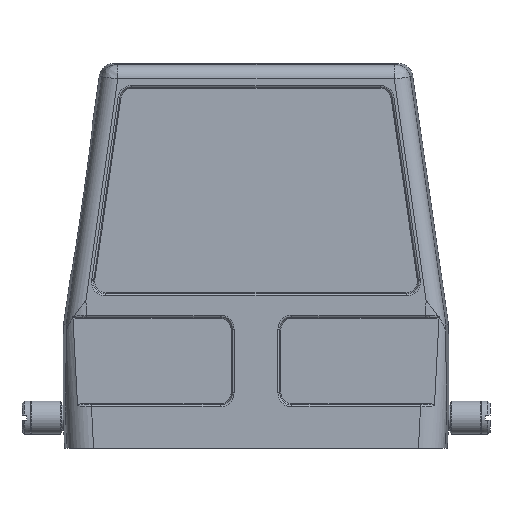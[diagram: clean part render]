
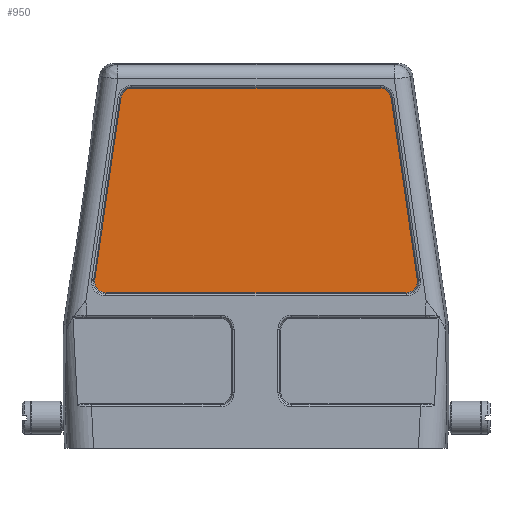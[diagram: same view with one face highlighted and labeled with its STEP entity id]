
A CAD part, front view. The second image highlights one B-rep face of the part: STEP entity #950.
In plain terms, the highlighted planar face has unit normal (0, -1, 0).
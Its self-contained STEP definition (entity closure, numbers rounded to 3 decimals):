
#950=ADVANCED_FACE('',(#1523),#1317,.F.);
#1317=PLANE('',#7842);
#1523=FACE_OUTER_BOUND('',#1970,.T.);
#1970=EDGE_LOOP('',(#4338,#4339,#4340,#4341,#4342,#4343,#4344,#4345));
#2679=LINE('',#12796,#3167);
#2683=LINE('',#12805,#3171);
#2687=LINE('',#12814,#3175);
#2691=LINE('',#12823,#3179);
#3167=VECTOR('',#9587,1.);
#3171=VECTOR('',#9593,1.);
#3175=VECTOR('',#9599,1.);
#3179=VECTOR('',#9605,1.);
#4338=ORIENTED_EDGE('',*,*,#6788,.T.);
#4339=ORIENTED_EDGE('',*,*,#6797,.T.);
#4340=ORIENTED_EDGE('',*,*,#6792,.F.);
#4341=ORIENTED_EDGE('',*,*,#6798,.T.);
#4342=ORIENTED_EDGE('',*,*,#6796,.T.);
#4343=ORIENTED_EDGE('',*,*,#6799,.T.);
#4344=ORIENTED_EDGE('',*,*,#6784,.T.);
#4345=ORIENTED_EDGE('',*,*,#6800,.T.);
#5935=VERTEX_POINT('',#12790);
#5938=VERTEX_POINT('',#12795);
#5939=VERTEX_POINT('',#12799);
#5942=VERTEX_POINT('',#12804);
#5943=VERTEX_POINT('',#12808);
#5946=VERTEX_POINT('',#12813);
#5947=VERTEX_POINT('',#12817);
#5950=VERTEX_POINT('',#12822);
#6784=EDGE_CURVE('',#5935,#5938,#2679,.T.);
#6788=EDGE_CURVE('',#5939,#5942,#2683,.T.);
#6792=EDGE_CURVE('',#5946,#5943,#2687,.T.);
#6796=EDGE_CURVE('',#5947,#5950,#2691,.T.);
#6797=EDGE_CURVE('',#5942,#5943,#7339,.T.);
#6798=EDGE_CURVE('',#5946,#5947,#7340,.T.);
#6799=EDGE_CURVE('',#5950,#5935,#7341,.T.);
#6800=EDGE_CURVE('',#5938,#5939,#7342,.T.);
#7339=ELLIPSE('',#7838,3.547,3.1);
#7340=ELLIPSE('',#7839,3.547,3.1);
#7341=ELLIPSE('',#7840,3.441,3.1);
#7342=ELLIPSE('',#7841,3.441,3.1);
#7838=AXIS2_PLACEMENT_3D('',#12825,#9608,#9609);
#7839=AXIS2_PLACEMENT_3D('',#12826,#9610,#9611);
#7840=AXIS2_PLACEMENT_3D('',#12827,#9612,#9613);
#7841=AXIS2_PLACEMENT_3D('',#12828,#9614,#9615);
#7842=AXIS2_PLACEMENT_3D('',#12829,#9616,#9617);
#9587=DIRECTION('',(-1.,0.,0.));
#9593=DIRECTION('',(-0.142,0.,-0.99));
#9599=DIRECTION('',(-1.,0.,0.));
#9605=DIRECTION('',(-0.142,0.,0.99));
#9608=DIRECTION('',(0.,-1.,0.));
#9609=DIRECTION('',(0.756,0.,0.655));
#9610=DIRECTION('',(0.,-1.,0.));
#9611=DIRECTION('',(-0.756,0.,0.655));
#9612=DIRECTION('',(0.,-1.,0.));
#9613=DIRECTION('',(-0.655,0.,-0.756));
#9614=DIRECTION('',(0.,-1.,0.));
#9615=DIRECTION('',(0.655,0.,-0.756));
#9616=DIRECTION('',(0.,1.,0.));
#9617=DIRECTION('',(0.,0.,-1.));
#12790=CARTESIAN_POINT('',(29.994,-40.199,172.055));
#12795=CARTESIAN_POINT('',(-29.994,-40.199,172.055));
#12796=CARTESIAN_POINT('',(-37.137,-40.199,172.055));
#12799=CARTESIAN_POINT('',(-32.877,-40.199,169.557));
#12804=CARTESIAN_POINT('',(-39.202,-40.199,125.597));
#12805=CARTESIAN_POINT('',(-31.799,-40.199,177.051));
#12808=CARTESIAN_POINT('',(-36.318,-40.199,122.269));
#12813=CARTESIAN_POINT('',(36.318,-40.199,122.269));
#12814=CARTESIAN_POINT('',(-37.137,-40.199,122.269));
#12817=CARTESIAN_POINT('',(39.202,-40.199,125.597));
#12822=CARTESIAN_POINT('',(32.877,-40.199,169.557));
#12823=CARTESIAN_POINT('',(30.293,-40.199,187.52));
#12825=CARTESIAN_POINT('',(-35.873,-40.199,125.568));
#12826=CARTESIAN_POINT('',(35.873,-40.199,125.568));
#12827=CARTESIAN_POINT('',(29.66,-40.199,168.756));
#12828=CARTESIAN_POINT('',(-29.66,-40.199,168.756));
#12829=CARTESIAN_POINT('',(-37.137,-40.199,177.819));
